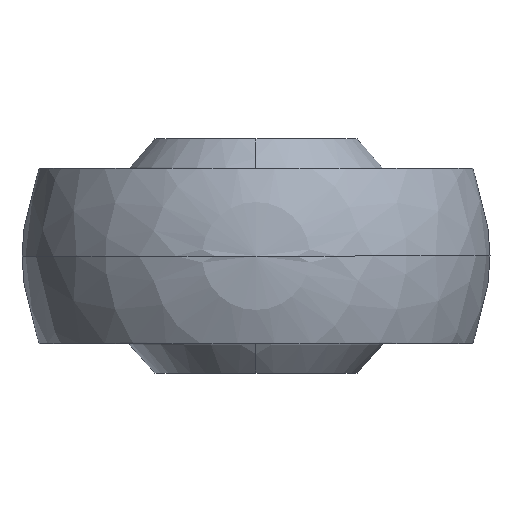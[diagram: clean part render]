
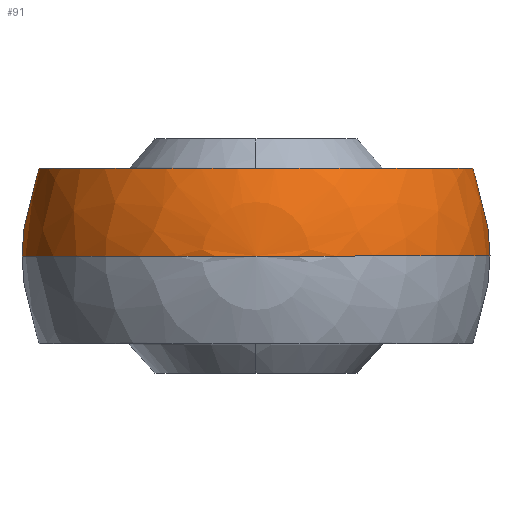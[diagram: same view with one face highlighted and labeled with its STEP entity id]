
A CAD part, left-side view. The second image highlights one B-rep face of the part: STEP entity #91.
In plain terms, the highlighted spherical face has radius 12 mm.
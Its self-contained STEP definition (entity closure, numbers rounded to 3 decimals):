
#91=ADVANCED_FACE('',(#211),#212,.T.);
#211=FACE_OUTER_BOUND('',#367,.T.);
#212=SPHERICAL_SURFACE('',#368,12.0);
#367=EDGE_LOOP('',(#570,#571,#572,#573,#574));
#368=AXIS2_PLACEMENT_3D('',#575,#576,#577);
#570=ORIENTED_EDGE('',*,*,#914,.F.);
#571=ORIENTED_EDGE('',*,*,#915,.F.);
#572=ORIENTED_EDGE('',*,*,#916,.F.);
#573=ORIENTED_EDGE('',*,*,#917,.F.);
#574=ORIENTED_EDGE('',*,*,#911,.F.);
#575=CARTESIAN_POINT('',(0.,0.,0.0));
#576=DIRECTION('',(1.0,-0.0,-0.0));
#577=DIRECTION('',(0.0,1.0,0.0));
#911=EDGE_CURVE('',#1092,#1094,#1095,.T.);
#914=EDGE_CURVE('',#1098,#1092,#1099,.T.);
#915=EDGE_CURVE('',#1100,#1098,#1101,.T.);
#916=EDGE_CURVE('',#1102,#1100,#1103,.T.);
#917=EDGE_CURVE('',#1094,#1102,#1104,.F.);
#1092=VERTEX_POINT('',#1419);
#1094=VERTEX_POINT('',#1421);
#1095=CIRCLE('',#1422,10.375);
#1098=VERTEX_POINT('',#1458);
#1099=CIRCLE('',#1459,12.0);
#1100=VERTEX_POINT('',#1460);
#1101=CIRCLE('',#1461,12.0);
#1102=VERTEX_POINT('',#1462);
#1103=CIRCLE('',#1463,10.375);
#1104=CIRCLE('',#1464,11.124);
#1419=CARTESIAN_POINT('',(6.029,10.375,0.));
#1421=CARTESIAN_POINT('',(6.029,9.349,4.5));
#1422=AXIS2_PLACEMENT_3D('',#1737,#1738,#1739);
#1458=CARTESIAN_POINT('',(-12.0,0.,0.0));
#1459=AXIS2_PLACEMENT_3D('',#1740,#1741,#1742);
#1460=CARTESIAN_POINT('',(6.029,-10.375,0.));
#1461=AXIS2_PLACEMENT_3D('',#1743,#1744,#1745);
#1462=CARTESIAN_POINT('',(6.029,-9.349,4.5));
#1463=AXIS2_PLACEMENT_3D('',#1746,#1747,#1748);
#1464=AXIS2_PLACEMENT_3D('',#1749,#1750,#1751);
#1737=CARTESIAN_POINT('',(6.029,0.0,0.0));
#1738=DIRECTION('',(1.0,0.0,-0.0));
#1739=DIRECTION('',(-0.0,0.0,-1.0));
#1740=CARTESIAN_POINT('',(0.,0.,0.0));
#1741=DIRECTION('',(-0.0,0.,-1.0));
#1742=DIRECTION('',(0.0,-1.0,0.));
#1743=CARTESIAN_POINT('',(0.,0.,0.0));
#1744=DIRECTION('',(-0.0,0.,-1.0));
#1745=DIRECTION('',(0.0,-1.0,0.));
#1746=CARTESIAN_POINT('',(6.029,0.0,0.0));
#1747=DIRECTION('',(1.0,0.0,-0.0));
#1748=DIRECTION('',(-0.0,0.0,-1.0));
#1749=CARTESIAN_POINT('',(0.,0.,4.5));
#1750=DIRECTION('',(0.0,0.0,-1.0));
#1751=DIRECTION('',(-1.0,0.0,0.0));
